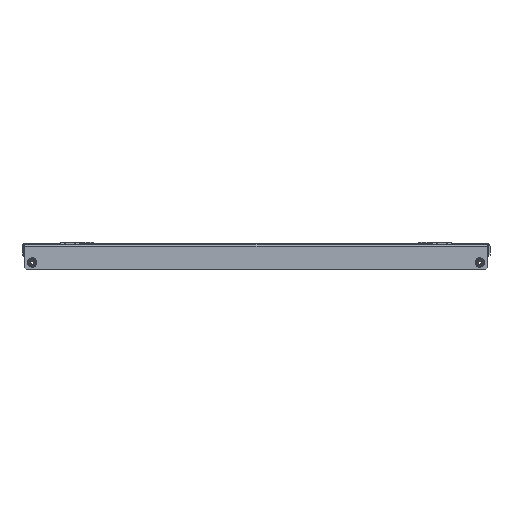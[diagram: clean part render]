
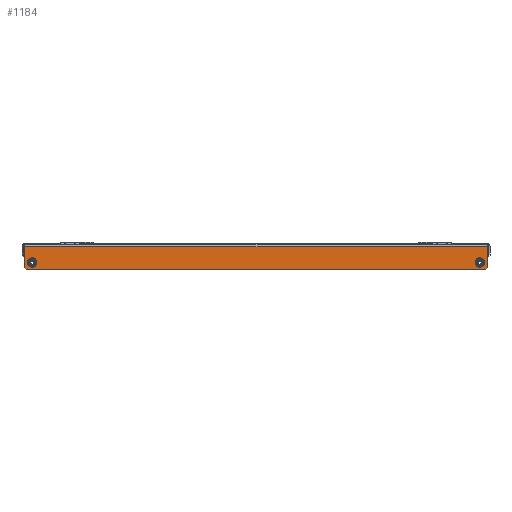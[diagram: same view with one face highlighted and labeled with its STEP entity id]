
A CAD part, left-side view. The second image highlights one B-rep face of the part: STEP entity #1184.
In plain terms, the highlighted planar face has unit normal (-1, 0, 0).
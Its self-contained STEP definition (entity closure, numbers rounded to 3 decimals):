
#148 = ORIENTED_EDGE ( 'NONE', *, *, #5187, .T. ) ;
#155 = AXIS2_PLACEMENT_3D ( 'NONE', #871, #10854, #2366 ) ;
#587 = VECTOR ( 'NONE', #14547, 1000. ) ;
#871 = CARTESIAN_POINT ( 'NONE',  ( -11.5, -361., 0. ) ) ;
#1024 = VECTOR ( 'NONE', #9500, 1000. ) ;
#1058 = CARTESIAN_POINT ( 'NONE',  ( -11.5, -361., -37.5 ) ) ;
#1184 = ADVANCED_FACE ( 'NONE', ( #17418, #3107, #9841 ), #7732, .F. ) ;
#1337 = DIRECTION ( 'NONE',  ( 0., 0., 1. ) ) ;
#1659 = EDGE_CURVE ( 'NONE', #7319, #11490, #8009, .T. ) ;
#1663 = DIRECTION ( 'NONE',  ( 0., 1., 0. ) ) ;
#1755 = AXIS2_PLACEMENT_3D ( 'NONE', #15619, #9943, #8438 ) ;
#2331 = CARTESIAN_POINT ( 'NONE',  ( -11.5, -358., -37.5 ) ) ;
#2366 = DIRECTION ( 'NONE',  ( 0., 0., -1. ) ) ;
#2610 = ORIENTED_EDGE ( 'NONE', *, *, #1659, .T. ) ;
#2814 = ORIENTED_EDGE ( 'NONE', *, *, #11020, .T. ) ;
#3107 = FACE_BOUND ( 'NONE', #6592, .T. ) ;
#3631 = EDGE_CURVE ( 'NONE', #11359, #6826, #15381, .T. ) ;
#3958 = EDGE_CURVE ( 'NONE', #14732, #17313, #9319, .T. ) ;
#4672 = CARTESIAN_POINT ( 'NONE',  ( -11.5, 349., -26.5 ) ) ;
#5187 = EDGE_CURVE ( 'NONE', #11490, #7319, #11064, .T. ) ;
#5764 = AXIS2_PLACEMENT_3D ( 'NONE', #4672, #15983, #7479 ) ;
#6031 = DIRECTION ( 'NONE',  ( 1., 0., 0. ) ) ;
#6074 = ORIENTED_EDGE ( 'NONE', *, *, #3958, .T. ) ;
#6592 = EDGE_LOOP ( 'NONE', ( #148, #2610 ) ) ;
#6826 = VERTEX_POINT ( 'NONE', #8725 ) ;
#7123 = CARTESIAN_POINT ( 'NONE',  ( -11.5, -361., 0. ) ) ;
#7319 = VERTEX_POINT ( 'NONE', #15220 ) ;
#7479 = DIRECTION ( 'NONE',  ( 0., 1., 0. ) ) ;
#7653 = VERTEX_POINT ( 'NONE', #2331 ) ;
#7732 = PLANE ( 'NONE',  #155 ) ;
#8009 = CIRCLE ( 'NONE', #5764, 7.299 ) ;
#8438 = DIRECTION ( 'NONE',  ( 0., -1., 0. ) ) ;
#8725 = CARTESIAN_POINT ( 'NONE',  ( -11.5, 361., -34.5 ) ) ;
#8881 = VECTOR ( 'NONE', #1337, 1000. ) ;
#8891 = DIRECTION ( 'NONE',  ( 0., -1., 0. ) ) ;
#8929 = EDGE_CURVE ( 'NONE', #11809, #10682, #17093, .T. ) ;
#8936 = CARTESIAN_POINT ( 'NONE',  ( -11.5, 361., -1.879 ) ) ;
#9097 = ORIENTED_EDGE ( 'NONE', *, *, #3631, .T. ) ;
#9294 = EDGE_CURVE ( 'NONE', #10833, #7653, #10904, .T. ) ;
#9319 = LINE ( 'NONE', #7123, #8881 ) ;
#9500 = DIRECTION ( 'NONE',  ( 0., -0.707, -0.707 ) ) ;
#9528 = EDGE_LOOP ( 'NONE', ( #16965, #15562, #6074, #10641, #9097, #2814 ) ) ;
#9780 = AXIS2_PLACEMENT_3D ( 'NONE', #13356, #6031, #1663 ) ;
#9841 = FACE_BOUND ( 'NONE', #12177, .T. ) ;
#9868 = CARTESIAN_POINT ( 'NONE',  ( -11.5, -356.299, -26.5 ) ) ;
#9943 = DIRECTION ( 'NONE',  ( -1., 0., 0. ) ) ;
#10115 = DIRECTION ( 'NONE',  ( 0., -1., 0. ) ) ;
#10150 = CARTESIAN_POINT ( 'NONE',  ( -11.5, -349., -26.5 ) ) ;
#10342 = CIRCLE ( 'NONE', #1755, 7.299 ) ;
#10476 = VECTOR ( 'NONE', #16783, 1000. ) ;
#10641 = ORIENTED_EDGE ( 'NONE', *, *, #16064, .F. ) ;
#10682 = VERTEX_POINT ( 'NONE', #12195 ) ;
#10808 = ORIENTED_EDGE ( 'NONE', *, *, #14658, .F. ) ;
#10822 = DIRECTION ( 'NONE',  ( 0., 0., -1. ) ) ;
#10833 = VERTEX_POINT ( 'NONE', #16288 ) ;
#10854 = DIRECTION ( 'NONE',  ( 1., 0., 0. ) ) ;
#10904 = LINE ( 'NONE', #1058, #10476 ) ;
#11020 = EDGE_CURVE ( 'NONE', #6826, #10833, #13329, .T. ) ;
#11064 = CIRCLE ( 'NONE', #9780, 7.299 ) ;
#11343 = EDGE_CURVE ( 'NONE', #7653, #14732, #15992, .T. ) ;
#11359 = VERTEX_POINT ( 'NONE', #8936 ) ;
#11490 = VERTEX_POINT ( 'NONE', #13542 ) ;
#11809 = VERTEX_POINT ( 'NONE', #9868 ) ;
#12046 = VECTOR ( 'NONE', #8891, 1000. ) ;
#12177 = EDGE_LOOP ( 'NONE', ( #17101, #10808 ) ) ;
#12195 = CARTESIAN_POINT ( 'NONE',  ( -11.5, -341.701, -26.5 ) ) ;
#12675 = VECTOR ( 'NONE', #10822, 1000. ) ;
#12947 = CARTESIAN_POINT ( 'NONE',  ( -11.5, -361., -1.879 ) ) ;
#13078 = CARTESIAN_POINT ( 'NONE',  ( -11.5, -361., -1.879 ) ) ;
#13329 = LINE ( 'NONE', #17934, #1024 ) ;
#13356 = CARTESIAN_POINT ( 'NONE',  ( -11.5, 349., -26.5 ) ) ;
#13542 = CARTESIAN_POINT ( 'NONE',  ( -11.5, 356.299, -26.5 ) ) ;
#14243 = CARTESIAN_POINT ( 'NONE',  ( -11.5, -361., -34.5 ) ) ;
#14298 = CARTESIAN_POINT ( 'NONE',  ( -11.5, -361., -34.5 ) ) ;
#14547 = DIRECTION ( 'NONE',  ( 0., -0.707, 0.707 ) ) ;
#14658 = EDGE_CURVE ( 'NONE', #10682, #11809, #10342, .T. ) ;
#14718 = AXIS2_PLACEMENT_3D ( 'NONE', #10150, #15420, #10115 ) ;
#14732 = VERTEX_POINT ( 'NONE', #14243 ) ;
#15220 = CARTESIAN_POINT ( 'NONE',  ( -11.5, 341.701, -26.5 ) ) ;
#15381 = LINE ( 'NONE', #16326, #12675 ) ;
#15420 = DIRECTION ( 'NONE',  ( -1., 0., 0. ) ) ;
#15562 = ORIENTED_EDGE ( 'NONE', *, *, #11343, .T. ) ;
#15619 = CARTESIAN_POINT ( 'NONE',  ( -11.5, -349., -26.5 ) ) ;
#15879 = LINE ( 'NONE', #12947, #12046 ) ;
#15983 = DIRECTION ( 'NONE',  ( 1., 0., 0. ) ) ;
#15992 = LINE ( 'NONE', #14298, #587 ) ;
#16064 = EDGE_CURVE ( 'NONE', #11359, #17313, #15879, .T. ) ;
#16288 = CARTESIAN_POINT ( 'NONE',  ( -11.5, 358., -37.5 ) ) ;
#16326 = CARTESIAN_POINT ( 'NONE',  ( -11.5, 361., 0. ) ) ;
#16783 = DIRECTION ( 'NONE',  ( 0., -1., 0. ) ) ;
#16965 = ORIENTED_EDGE ( 'NONE', *, *, #9294, .T. ) ;
#17093 = CIRCLE ( 'NONE', #14718, 7.299 ) ;
#17101 = ORIENTED_EDGE ( 'NONE', *, *, #8929, .F. ) ;
#17313 = VERTEX_POINT ( 'NONE', #13078 ) ;
#17418 = FACE_OUTER_BOUND ( 'NONE', #9528, .T. ) ;
#17934 = CARTESIAN_POINT ( 'NONE',  ( -11.5, 358., -37.5 ) ) ;
